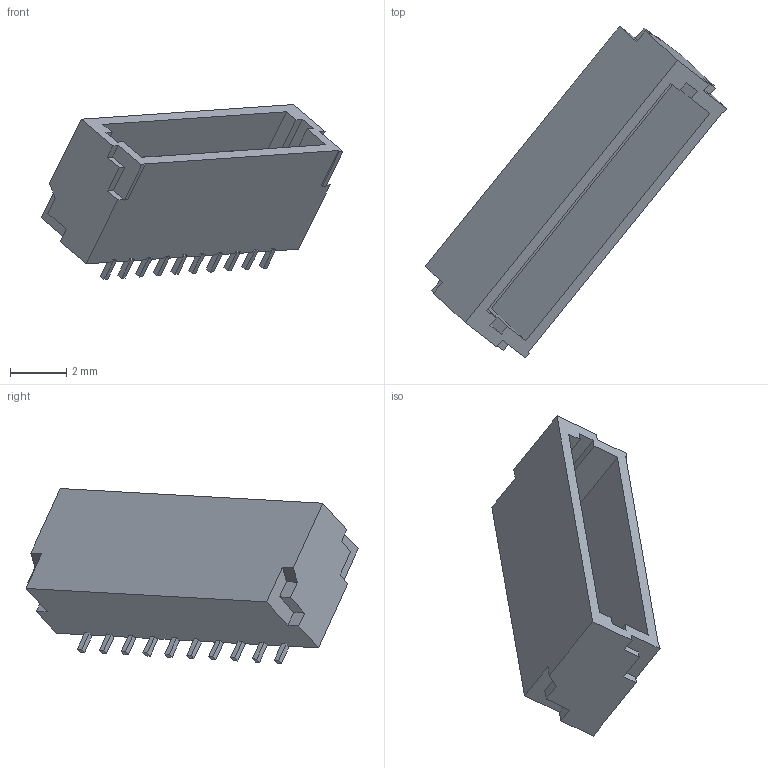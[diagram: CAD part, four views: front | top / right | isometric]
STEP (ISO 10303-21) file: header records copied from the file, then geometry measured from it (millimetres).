
FILE_DESCRIPTION(('FreeCAD Model'),'2;1');
FILE_NAME( 'SM10B-SRSS.step', '2017-11-08T10:58:53',('kicad StepUp'),('ksu MCAD'), 'Open CASCADE STEP processor 6.8','FreeCAD','Unknown');
FILE_SCHEMA(('AUTOMOTIVE_DESIGN_CC2 { 1 2 10303 214 -1 1 5 4 }'));
Length unit declared in the file: millimetre
Products named in the file (1): SM10B-SRSS
Bounding box: 10.73 x 11.79 x 6.21 mm (x, y, z)
Volume: 81.2 mm3; surface area: 302 mm2
Topology: 1 solids, 1 shells, 155 faces, 424 edges, 282 vertices
Faces by surface type: plane 155
Entity records: 5900 total; most frequent: CARTESIAN_POINT 862, ORIENTED_EDGE 848, DIRECTION 736, EDGE_CURVE 424, LINE 424, VECTOR 424, VERTEX_POINT 282, FACE_BOUND 166
